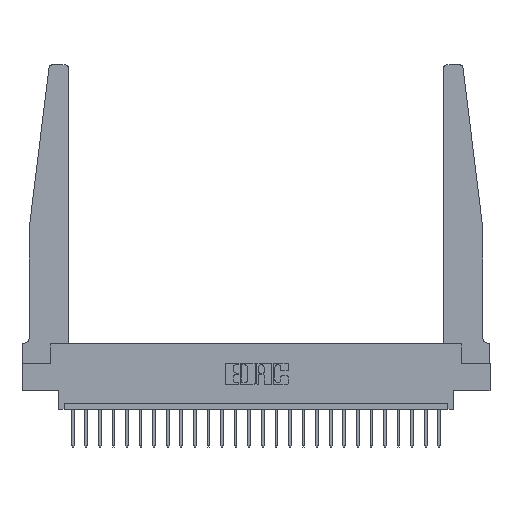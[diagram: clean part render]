
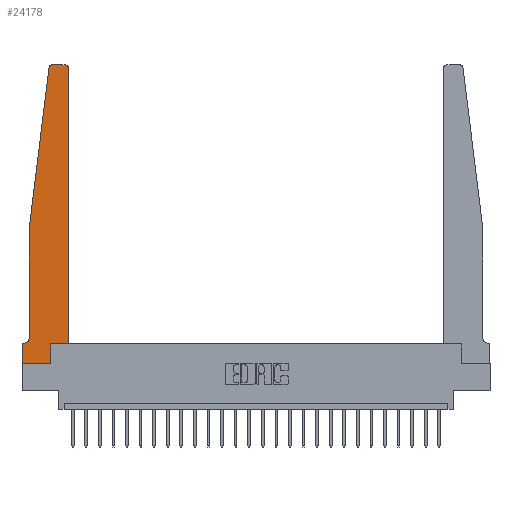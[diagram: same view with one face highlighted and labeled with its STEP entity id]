
A CAD part, top view. The second image highlights one B-rep face of the part: STEP entity #24178.
In plain terms, the highlighted planar face has unit normal (0, 0, 1).
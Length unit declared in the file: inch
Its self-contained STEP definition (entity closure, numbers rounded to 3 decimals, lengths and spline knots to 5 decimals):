
#189 = VERTEX_POINT ( 'NONE', #18504 ) ;
#1308 = CARTESIAN_POINT ( 'NONE',  ( 0., 0.1875, 0.37 ) ) ;
#1824 = LINE ( 'NONE', #20884, #9932 ) ;
#2297 = EDGE_CURVE ( 'NONE', #5422, #20212, #3755, .T. ) ;
#2315 = DIRECTION ( 'NONE',  ( 0., 0., 1. ) ) ;
#2432 = DIRECTION ( 'NONE',  ( 1., 0., 0. ) ) ;
#2753 = ORIENTED_EDGE ( 'NONE', *, *, #18130, .T. ) ;
#2848 = AXIS2_PLACEMENT_3D ( 'NONE', #18006, #7278, #14841 ) ;
#2889 = VECTOR ( 'NONE', #21859, 39.37008 ) ;
#3175 = EDGE_LOOP ( 'NONE', ( #17553, #2753, #11235, #18560, #21429, #16475, #17917, #14255, #19762, #4315, #5884, #9201 ) ) ;
#3209 = EDGE_CURVE ( 'NONE', #7199, #22247, #10638, .T. ) ;
#3755 = LINE ( 'NONE', #22580, #14015 ) ;
#3784 = LINE ( 'NONE', #21354, #21995 ) ;
#3806 = DIRECTION ( 'NONE',  ( -1., 0., 0. ) ) ;
#4315 = ORIENTED_EDGE ( 'NONE', *, *, #10307, .T. ) ;
#4686 = VERTEX_POINT ( 'NONE', #10036 ) ;
#5095 = DIRECTION ( 'NONE',  ( 0., 1., 0. ) ) ;
#5422 = VERTEX_POINT ( 'NONE', #7596 ) ;
#5884 = ORIENTED_EDGE ( 'NONE', *, *, #18252, .T. ) ;
#6099 = CARTESIAN_POINT ( 'NONE',  ( 0.425, 0.18, 0.37 ) ) ;
#6410 = CARTESIAN_POINT ( 'NONE',  ( 0.2605, 0.18, 0.37 ) ) ;
#6469 = DIRECTION ( 'NONE',  ( 0., 0., 1. ) ) ;
#6490 = VERTEX_POINT ( 'NONE', #8882 ) ;
#6758 = AXIS2_PLACEMENT_3D ( 'NONE', #21447, #6469, #12085 ) ;
#7199 = VERTEX_POINT ( 'NONE', #9221 ) ;
#7278 = DIRECTION ( 'NONE',  ( 0., 0., -1. ) ) ;
#7399 = EDGE_CURVE ( 'NONE', #6490, #9073, #9959, .T. ) ;
#7483 = DIRECTION ( 'NONE',  ( 1., 0., 0. ) ) ;
#7596 = CARTESIAN_POINT ( 'NONE',  ( 0., 0., 0.37 ) ) ;
#7893 = DIRECTION ( 'NONE',  ( 0., -1., 0. ) ) ;
#7913 = FACE_OUTER_BOUND ( 'NONE', #3175, .T. ) ;
#8882 = CARTESIAN_POINT ( 'NONE',  ( 0.065, 1.25, 0.37 ) ) ;
#9073 = VERTEX_POINT ( 'NONE', #13407 ) ;
#9201 = ORIENTED_EDGE ( 'NONE', *, *, #18336, .T. ) ;
#9221 = CARTESIAN_POINT ( 'NONE',  ( 0.015, 0.1875, 0.37 ) ) ;
#9262 = VECTOR ( 'NONE', #21627, 39.37008 ) ;
#9730 = DIRECTION ( 'NONE',  ( 1., 0., 0. ) ) ;
#9932 = VECTOR ( 'NONE', #3806, 39.37008 ) ;
#9959 = LINE ( 'NONE', #11696, #22842 ) ;
#10036 = CARTESIAN_POINT ( 'NONE',  ( 0.27653, 2.75, 0.37 ) ) ;
#10307 = EDGE_CURVE ( 'NONE', #23061, #18790, #17495, .T. ) ;
#10638 = LINE ( 'NONE', #18094, #2889 ) ;
#10816 = DIRECTION ( 'NONE',  ( 1., 0., 0. ) ) ;
#10879 = CARTESIAN_POINT ( 'NONE',  ( 0.065, 1.25, 0.37 ) ) ;
#11215 = CIRCLE ( 'NONE', #16330, 0.03 ) ;
#11216 = CARTESIAN_POINT ( 'NONE',  ( 0.425, 0.18, 0.37 ) ) ;
#11235 = ORIENTED_EDGE ( 'NONE', *, *, #24511, .T. ) ;
#11643 = PLANE ( 'NONE',  #16065 ) ;
#11696 = CARTESIAN_POINT ( 'NONE',  ( 0.065, 1.25, 0.37 ) ) ;
#11874 = CARTESIAN_POINT ( 'NONE',  ( 0.2605, 0., 0.37 ) ) ;
#11896 = CARTESIAN_POINT ( 'NONE',  ( 0., 0.1875, 0.37 ) ) ;
#12085 = DIRECTION ( 'NONE',  ( 1., 0., 0. ) ) ;
#12365 = CARTESIAN_POINT ( 'NONE',  ( 0.425, 2.72, 0.37 ) ) ;
#12382 = LINE ( 'NONE', #6410, #9262 ) ;
#12410 = CARTESIAN_POINT ( 'NONE',  ( 0.24675, 2.72367, 0.37 ) ) ;
#12744 = LINE ( 'NONE', #10879, #23682 ) ;
#13407 = CARTESIAN_POINT ( 'NONE',  ( 0.065, 0.2375, 0.37 ) ) ;
#13574 = CIRCLE ( 'NONE', #2848, 0.05 ) ;
#14015 = VECTOR ( 'NONE', #9730, 39.37008 ) ;
#14255 = ORIENTED_EDGE ( 'NONE', *, *, #2297, .T. ) ;
#14298 = LINE ( 'NONE', #24169, #19159 ) ;
#14322 = CARTESIAN_POINT ( 'NONE',  ( 0.2605, 0.18, 0.37 ) ) ;
#14841 = DIRECTION ( 'NONE',  ( -1., 0., 0. ) ) ;
#15524 = DIRECTION ( 'NONE',  ( 0., -1., 0. ) ) ;
#15868 = EDGE_CURVE ( 'NONE', #189, #4686, #1824, .T. ) ;
#16065 = AXIS2_PLACEMENT_3D ( 'NONE', #11896, #2315, #2432 ) ;
#16274 = DIRECTION ( 'NONE',  ( 0., 0., 1. ) ) ;
#16330 = AXIS2_PLACEMENT_3D ( 'NONE', #21930, #16274, #10816 ) ;
#16475 = ORIENTED_EDGE ( 'NONE', *, *, #3209, .T. ) ;
#17495 = LINE ( 'NONE', #11216, #24522 ) ;
#17553 = ORIENTED_EDGE ( 'NONE', *, *, #15868, .T. ) ;
#17917 = ORIENTED_EDGE ( 'NONE', *, *, #19991, .T. ) ;
#18006 = CARTESIAN_POINT ( 'NONE',  ( 0.015, 0.2375, 0.37 ) ) ;
#18094 = CARTESIAN_POINT ( 'NONE',  ( 0.065, 0.1875, 0.37 ) ) ;
#18130 = EDGE_CURVE ( 'NONE', #4686, #19275, #24282, .T. ) ;
#18252 = EDGE_CURVE ( 'NONE', #18790, #22658, #14298, .T. ) ;
#18336 = EDGE_CURVE ( 'NONE', #22658, #189, #11215, .T. ) ;
#18504 = CARTESIAN_POINT ( 'NONE',  ( 0.395, 2.75, 0.37 ) ) ;
#18560 = ORIENTED_EDGE ( 'NONE', *, *, #7399, .T. ) ;
#18596 = DIRECTION ( 'NONE',  ( -0.122, -0.992, 0. ) ) ;
#18703 = EDGE_CURVE ( 'NONE', #9073, #7199, #13574, .T. ) ;
#18790 = VERTEX_POINT ( 'NONE', #6099 ) ;
#19159 = VECTOR ( 'NONE', #5095, 39.37008 ) ;
#19275 = VERTEX_POINT ( 'NONE', #12410 ) ;
#19704 = EDGE_CURVE ( 'NONE', #20212, #23061, #12382, .T. ) ;
#19762 = ORIENTED_EDGE ( 'NONE', *, *, #19704, .T. ) ;
#19991 = EDGE_CURVE ( 'NONE', #22247, #5422, #3784, .T. ) ;
#20212 = VERTEX_POINT ( 'NONE', #11874 ) ;
#20884 = CARTESIAN_POINT ( 'NONE',  ( 0.25, 2.75, 0.37 ) ) ;
#21354 = CARTESIAN_POINT ( 'NONE',  ( 0., 0., 0.37 ) ) ;
#21429 = ORIENTED_EDGE ( 'NONE', *, *, #18703, .T. ) ;
#21447 = CARTESIAN_POINT ( 'NONE',  ( 0.27653, 2.72, 0.37 ) ) ;
#21627 = DIRECTION ( 'NONE',  ( 0., 1., 0. ) ) ;
#21859 = DIRECTION ( 'NONE',  ( -1., 0., 0. ) ) ;
#21930 = CARTESIAN_POINT ( 'NONE',  ( 0.395, 2.72, 0.37 ) ) ;
#21995 = VECTOR ( 'NONE', #7893, 39.37008 ) ;
#22247 = VERTEX_POINT ( 'NONE', #1308 ) ;
#22580 = CARTESIAN_POINT ( 'NONE',  ( 0., 0., 0.37 ) ) ;
#22658 = VERTEX_POINT ( 'NONE', #12365 ) ;
#22842 = VECTOR ( 'NONE', #15524, 39.37008 ) ;
#23061 = VERTEX_POINT ( 'NONE', #14322 ) ;
#23682 = VECTOR ( 'NONE', #18596, 39.37008 ) ;
#24169 = CARTESIAN_POINT ( 'NONE',  ( 0.425, 0.18, 0.37 ) ) ;
#24178 = ADVANCED_FACE ( 'NONE', ( #7913 ), #11643, .T. ) ;
#24282 = CIRCLE ( 'NONE', #6758, 0.03 ) ;
#24511 = EDGE_CURVE ( 'NONE', #19275, #6490, #12744, .T. ) ;
#24522 = VECTOR ( 'NONE', #7483, 39.37008 ) ;
